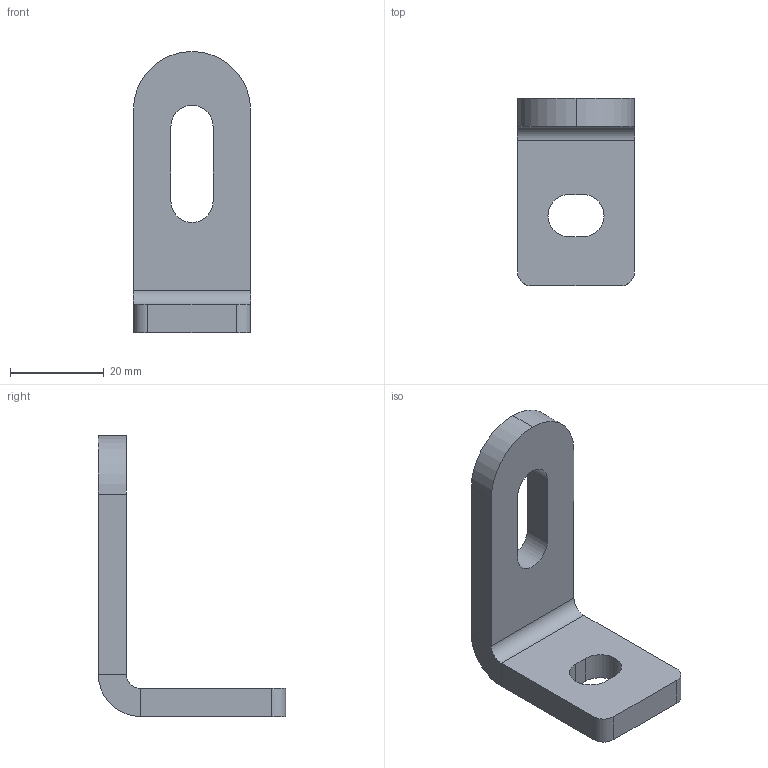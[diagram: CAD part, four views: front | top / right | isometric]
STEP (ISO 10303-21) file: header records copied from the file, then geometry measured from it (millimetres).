
FILE_DESCRIPTION (( 'STEP AP203' ), '1' );
FILE_NAME ('54111-ST-90-25.step', '2022-05-03T12:42:19', ( '' ), ( '' ), 'SwSTEP 2.0', 'SolidWorks 2018', '' );
FILE_SCHEMA (( 'CONFIG_CONTROL_DESIGN' ));
Length unit declared in the file: millimetre
Products named in the file (1): 54111-ST-90-25
Bounding box: 25 x 40 x 60 mm (x, y, z)
Volume: 11498.5 mm3; surface area: 5723.9 mm2
Topology: 1 solids, 1 shells, 284 faces, 754 edges, 500 vertices
Faces by surface type: plane 171, bspline 103, cylinder 10
Entity records: 14181 total; most frequent: CARTESIAN_POINT 7722, ORIENTED_EDGE 1508, DIRECTION 932, EDGE_CURVE 754, LINE 528, VECTOR 528, VERTEX_POINT 500, EDGE_LOOP 316
